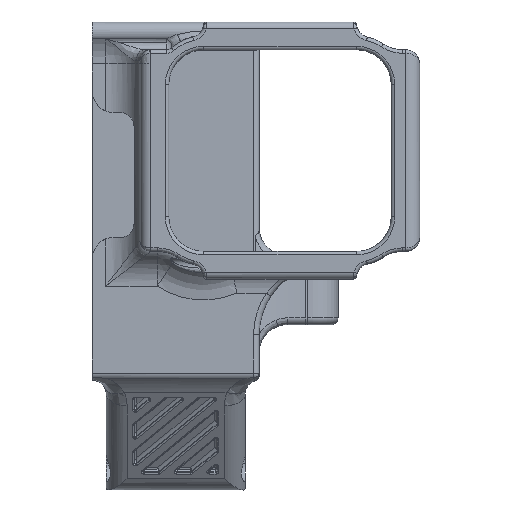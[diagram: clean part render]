
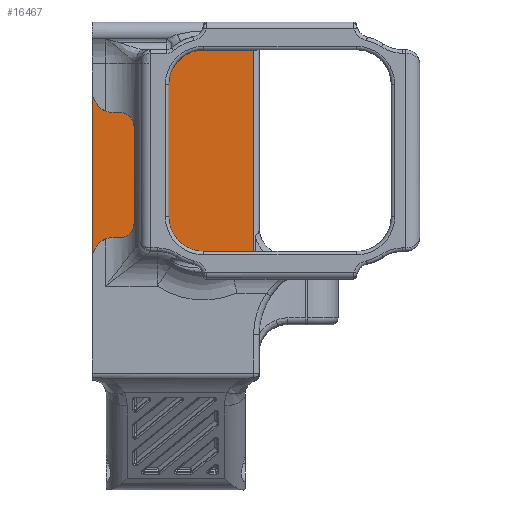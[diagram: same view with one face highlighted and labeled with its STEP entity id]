
A CAD part, top view. The second image highlights one B-rep face of the part: STEP entity #16467.
In plain terms, the highlighted planar face has unit normal (0, 0, 1).
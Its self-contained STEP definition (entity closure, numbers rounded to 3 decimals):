
#96 = VERTEX_POINT ( 'NONE', #280 ) ;
#105 = DIRECTION ( 'NONE',  ( 0., 0., 1. ) ) ;
#113 = DIRECTION ( 'NONE',  ( -1., 0., 0. ) ) ;
#280 = CARTESIAN_POINT ( 'NONE',  ( 10.5, -22.5, -12.25 ) ) ;
#1352 = VERTEX_POINT ( 'NONE', #11148 ) ;
#1883 = EDGE_CURVE ( 'NONE', #12210, #17674, #4548, .T. ) ;
#2801 = CARTESIAN_POINT ( 'NONE',  ( 45., 22.5, -12.25 ) ) ;
#2804 = DIRECTION ( 'NONE',  ( 0., 1., 0. ) ) ;
#2974 = EDGE_CURVE ( 'NONE', #1352, #96, #17337, .T. ) ;
#3988 = FACE_OUTER_BOUND ( 'NONE', #11906, .T. ) ;
#4295 = ORIENTED_EDGE ( 'NONE', *, *, #16886, .T. ) ;
#4548 = LINE ( 'NONE', #2801, #17581 ) ;
#5339 = CARTESIAN_POINT ( 'NONE',  ( 45., -22.5, -12.25 ) ) ;
#5568 = CARTESIAN_POINT ( 'NONE',  ( 45., 22.5, -12.25 ) ) ;
#6506 = EDGE_CURVE ( 'NONE', #96, #17674, #12391, .T. ) ;
#7622 = VECTOR ( 'NONE', #8741, 1000. ) ;
#8625 = ORIENTED_EDGE ( 'NONE', *, *, #2974, .F. ) ;
#8741 = DIRECTION ( 'NONE',  ( 0., 1., 0. ) ) ;
#8811 = CARTESIAN_POINT ( 'NONE',  ( 10.5, 22.5, -12.25 ) ) ;
#10650 = VECTOR ( 'NONE', #2804, 1000. ) ;
#10746 = ORIENTED_EDGE ( 'NONE', *, *, #6506, .F. ) ;
#11035 = PLANE ( 'NONE',  #13964 ) ;
#11044 = CARTESIAN_POINT ( 'NONE',  ( 10.5, 22.5, -12.25 ) ) ;
#11148 = CARTESIAN_POINT ( 'NONE',  ( 33.7, -22.5, -12.25 ) ) ;
#11906 = EDGE_LOOP ( 'NONE', ( #8625, #4295, #14003, #10746 ) ) ;
#12210 = VERTEX_POINT ( 'NONE', #15557 ) ;
#12391 = LINE ( 'NONE', #8811, #10650 ) ;
#13655 = DIRECTION ( 'NONE',  ( -1., 0., 0. ) ) ;
#13727 = VECTOR ( 'NONE', #113, 1000. ) ;
#13964 = AXIS2_PLACEMENT_3D ( 'NONE', #5568, #105, #16538 ) ;
#14003 = ORIENTED_EDGE ( 'NONE', *, *, #1883, .T. ) ;
#15131 = LINE ( 'NONE', #15621, #7622 ) ;
#15557 = CARTESIAN_POINT ( 'NONE',  ( 33.7, 22.5, -12.25 ) ) ;
#15621 = CARTESIAN_POINT ( 'NONE',  ( 33.7, 23., -12.25 ) ) ;
#16467 = ADVANCED_FACE ( 'NONE', ( #3988 ), #11035, .T. ) ;
#16538 = DIRECTION ( 'NONE',  ( 0., -1., 0. ) ) ;
#16886 = EDGE_CURVE ( 'NONE', #1352, #12210, #15131, .T. ) ;
#17337 = LINE ( 'NONE', #5339, #13727 ) ;
#17581 = VECTOR ( 'NONE', #13655, 1000. ) ;
#17674 = VERTEX_POINT ( 'NONE', #11044 ) ;
